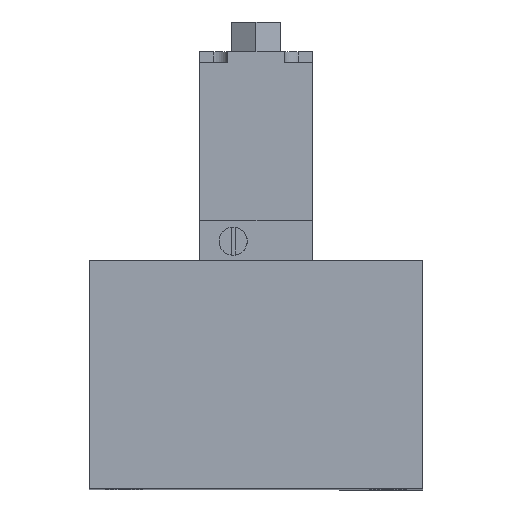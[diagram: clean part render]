
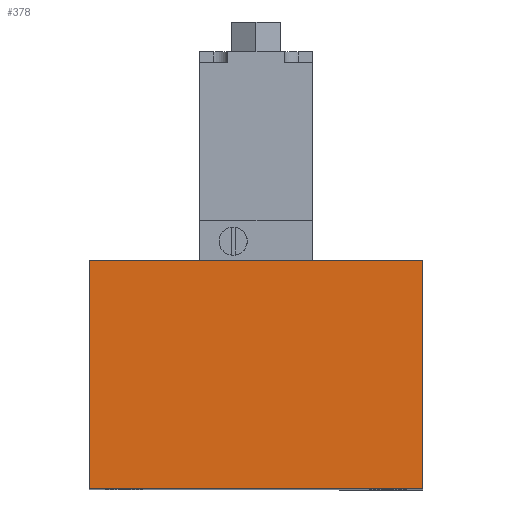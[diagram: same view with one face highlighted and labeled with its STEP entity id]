
A CAD part, top view. The second image highlights one B-rep face of the part: STEP entity #378.
In plain terms, the highlighted free-form (B-spline) face has degree [1, 1] with [2, 2] control points.
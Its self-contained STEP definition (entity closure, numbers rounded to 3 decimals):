
#236=CARTESIAN_POINT('',(-47.5,-32.5,107.));
#237=VERTEX_POINT('',#236);
#238=CARTESIAN_POINT('',(47.5,-32.5,107.));
#239=VERTEX_POINT('',#238);
#240=CARTESIAN_POINT('',(-47.5,-32.5,107.));
#241=DIRECTION('',(1.0,0.0,0.0));
#242=VECTOR('',#241,95.);
#243=LINE('',#240,#242);
#244=EDGE_CURVE('',#237,#239,#243,.T.);
#276=CARTESIAN_POINT('',(47.5,32.5,107.));
#277=VERTEX_POINT('',#276);
#278=CARTESIAN_POINT('',(47.5,-32.5,107.));
#279=DIRECTION('',(0.0,1.0,0.0));
#280=VECTOR('',#279,65.);
#281=LINE('',#278,#280);
#282=EDGE_CURVE('',#239,#277,#281,.T.);
#307=CARTESIAN_POINT('',(-47.5,32.5,107.));
#308=VERTEX_POINT('',#307);
#309=CARTESIAN_POINT('',(47.5,32.5,107.));
#310=DIRECTION('',(-1.0,0.0,0.0));
#311=VECTOR('',#310,95.);
#312=LINE('',#309,#311);
#313=EDGE_CURVE('',#277,#308,#312,.T.);
#350=CARTESIAN_POINT('',(-47.5,32.5,107.));
#351=DIRECTION('',(0.0,-1.0,0.0));
#352=VECTOR('',#351,65.);
#353=LINE('',#350,#352);
#354=EDGE_CURVE('',#308,#237,#353,.T.);
#367=CARTESIAN_POINT('',(-47.5,32.5,107.));
#368=CARTESIAN_POINT('',(47.5,32.5,107.));
#369=CARTESIAN_POINT('',(-47.5,-32.5,107.));
#370=CARTESIAN_POINT('',(47.5,-32.5,107.));
#371=B_SPLINE_SURFACE_WITH_KNOTS('',1,1,((#367,#369),(#368,#370)),.UNSPECIFIED.,.F.,.F.,.U.,(2,2),(2,2),(0.0,95.),(0.0,65.),.UNSPECIFIED.);
#372=ORIENTED_EDGE('',*,*,#244,.T.);
#373=ORIENTED_EDGE('',*,*,#282,.T.);
#374=ORIENTED_EDGE('',*,*,#313,.T.);
#375=ORIENTED_EDGE('',*,*,#354,.T.);
#376=EDGE_LOOP('',(#372,#373,#374,#375));
#377=FACE_OUTER_BOUND('',#376,.T.);
#378=ADVANCED_FACE('',(#377),#371,.F.);
